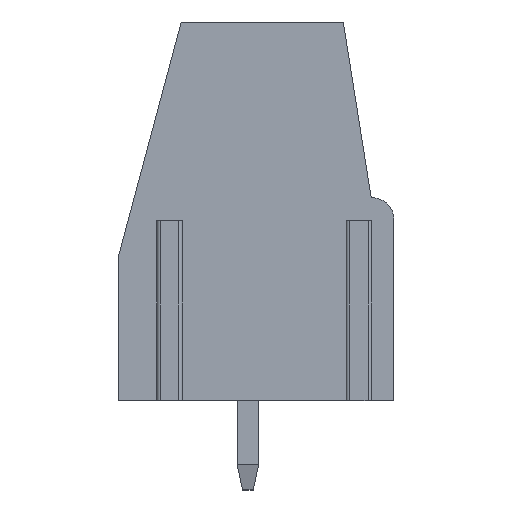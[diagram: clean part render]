
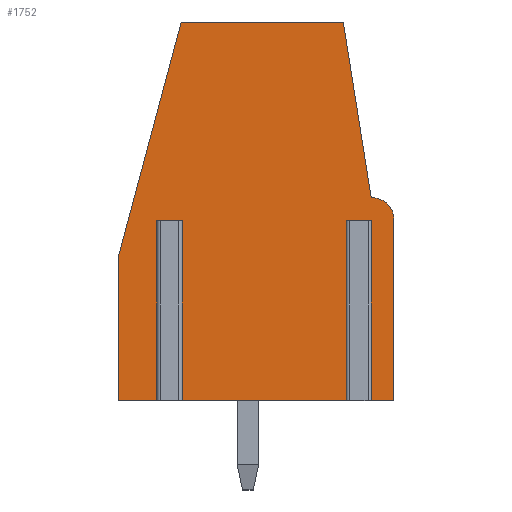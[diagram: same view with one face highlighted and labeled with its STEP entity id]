
A CAD part, top view. The second image highlights one B-rep face of the part: STEP entity #1752.
In plain terms, the highlighted planar face has unit normal (0, 0, 1).
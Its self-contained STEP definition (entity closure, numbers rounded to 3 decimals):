
#414=DIRECTION('',(1.,0.,0.));
#415=VECTOR('',#414,0.57);
#416=CARTESIAN_POINT('',(-3.485,-0.35,2.5));
#417=LINE('',#416,#415);
#418=DIRECTION('',(0.,1.,0.));
#419=VECTOR('',#418,6.65);
#420=CARTESIAN_POINT('',(-3.485,-7.,2.5));
#421=LINE('',#420,#419);
#422=DIRECTION('',(1.,0.,0.));
#423=VECTOR('',#422,1.615);
#424=CARTESIAN_POINT('',(-5.1,-7.,2.5));
#425=LINE('',#424,#423);
#426=DIRECTION('',(0.,-1.,0.));
#427=VECTOR('',#426,5.3);
#428=CARTESIAN_POINT('',(-5.1,-1.7,2.5));
#429=LINE('',#428,#427);
#430=DIRECTION('',(-0.259,-0.966,0.));
#431=VECTOR('',#430,9.007);
#432=CARTESIAN_POINT('',(-2.769,7.,2.5));
#433=LINE('',#432,#431);
#434=DIRECTION('',(-1.,0.,0.));
#435=VECTOR('',#434,6.);
#436=CARTESIAN_POINT('',(3.231,7.,2.5));
#437=LINE('',#436,#435);
#438=DIRECTION('',(-0.156,0.988,0.));
#439=VECTOR('',#438,6.581);
#440=CARTESIAN_POINT('',(4.261,0.5,2.5));
#441=LINE('',#440,#439);
#442=DIRECTION('',(-1.,0.,0.));
#443=VECTOR('',#442,0.039);
#444=CARTESIAN_POINT('',(4.3,0.5,2.5));
#445=LINE('',#444,#443);
#446=CARTESIAN_POINT('',(4.3,-0.3,2.5));
#447=DIRECTION('',(0.,0.,1.));
#448=DIRECTION('',(1.,0.,0.));
#449=AXIS2_PLACEMENT_3D('',#446,#447,#448);
#451=DIRECTION('',(0.,1.,0.));
#452=VECTOR('',#451,6.7);
#453=CARTESIAN_POINT('',(5.1,-7.,2.5));
#454=LINE('',#453,#452);
#455=DIRECTION('',(1.,0.,0.));
#456=VECTOR('',#455,1.015);
#457=CARTESIAN_POINT('',(4.085,-7.,2.5));
#458=LINE('',#457,#456);
#459=DIRECTION('',(0.,1.,0.));
#460=VECTOR('',#459,6.65);
#461=CARTESIAN_POINT('',(4.085,-7.,2.5));
#462=LINE('',#461,#460);
#463=DIRECTION('',(1.,0.,0.));
#464=VECTOR('',#463,0.57);
#465=CARTESIAN_POINT('',(3.515,-0.35,2.5));
#466=LINE('',#465,#464);
#467=DIRECTION('',(0.,1.,0.));
#468=VECTOR('',#467,6.65);
#469=CARTESIAN_POINT('',(3.515,-7.,2.5));
#470=LINE('',#469,#468);
#471=DIRECTION('',(1.,0.,0.));
#472=VECTOR('',#471,6.43);
#473=CARTESIAN_POINT('',(-2.915,-7.,2.5));
#474=LINE('',#473,#472);
#475=DIRECTION('',(0.,1.,0.));
#476=VECTOR('',#475,6.65);
#477=CARTESIAN_POINT('',(-2.915,-7.,2.5));
#478=LINE('',#477,#476);
#967=CARTESIAN_POINT('',(-2.769,7.,2.5));
#968=CARTESIAN_POINT('',(-5.1,-1.7,2.5));
#969=VERTEX_POINT('',#967);
#970=VERTEX_POINT('',#968);
#971=CARTESIAN_POINT('',(-5.1,-7.,2.5));
#972=VERTEX_POINT('',#971);
#973=CARTESIAN_POINT('',(5.1,-7.,2.5));
#974=CARTESIAN_POINT('',(5.1,-0.3,2.5));
#975=VERTEX_POINT('',#973);
#976=VERTEX_POINT('',#974);
#977=CARTESIAN_POINT('',(4.3,0.5,2.5));
#978=VERTEX_POINT('',#977);
#979=CARTESIAN_POINT('',(4.261,0.5,2.5));
#980=VERTEX_POINT('',#979);
#981=CARTESIAN_POINT('',(3.231,7.,2.5));
#982=VERTEX_POINT('',#981);
#1063=CARTESIAN_POINT('',(-3.485,-0.35,2.5));
#1064=CARTESIAN_POINT('',(-2.915,-0.35,2.5));
#1065=VERTEX_POINT('',#1063);
#1066=VERTEX_POINT('',#1064);
#1067=CARTESIAN_POINT('',(3.515,-0.35,2.5));
#1068=CARTESIAN_POINT('',(4.085,-0.35,2.5));
#1069=VERTEX_POINT('',#1067);
#1070=VERTEX_POINT('',#1068);
#1071=CARTESIAN_POINT('',(-2.915,-7.,2.5));
#1072=VERTEX_POINT('',#1071);
#1073=CARTESIAN_POINT('',(-3.485,-7.,2.5));
#1074=VERTEX_POINT('',#1073);
#1075=CARTESIAN_POINT('',(4.085,-7.,2.5));
#1076=VERTEX_POINT('',#1075);
#1077=CARTESIAN_POINT('',(3.515,-7.,2.5));
#1078=VERTEX_POINT('',#1077);
#1723=CARTESIAN_POINT('',(0.,0.,2.5));
#1724=DIRECTION('',(0.,0.,1.));
#1725=DIRECTION('',(1.,0.,0.));
#1726=AXIS2_PLACEMENT_3D('',#1723,#1724,#1725);
#1727=PLANE('',#1726);
#1729=ORIENTED_EDGE('',*,*,#1728,.F.);
#1731=ORIENTED_EDGE('',*,*,#1730,.F.);
#1732=ORIENTED_EDGE('',*,*,#1401,.F.);
#1733=ORIENTED_EDGE('',*,*,#1602,.F.);
#1734=ORIENTED_EDGE('',*,*,#1616,.F.);
#1735=ORIENTED_EDGE('',*,*,#1630,.F.);
#1736=ORIENTED_EDGE('',*,*,#1656,.F.);
#1737=ORIENTED_EDGE('',*,*,#1670,.F.);
#1738=ORIENTED_EDGE('',*,*,#1684,.F.);
#1739=ORIENTED_EDGE('',*,*,#1697,.F.);
#1740=ORIENTED_EDGE('',*,*,#1425,.F.);
#1742=ORIENTED_EDGE('',*,*,#1741,.T.);
#1744=ORIENTED_EDGE('',*,*,#1743,.F.);
#1746=ORIENTED_EDGE('',*,*,#1745,.F.);
#1747=ORIENTED_EDGE('',*,*,#1413,.F.);
#1749=ORIENTED_EDGE('',*,*,#1748,.T.);
#1750=EDGE_LOOP('',(#1729,#1731,#1732,#1733,#1734,#1735,#1736,#1737,#1738,#1739,
#1740,#1742,#1744,#1746,#1747,#1749));
#1751=FACE_OUTER_BOUND('',#1750,.F.);
#450=CIRCLE('',#449,0.8);
#1401=EDGE_CURVE('',#972,#1074,#425,.T.);
#1413=EDGE_CURVE('',#1072,#1078,#474,.T.);
#1425=EDGE_CURVE('',#1076,#975,#458,.T.);
#1602=EDGE_CURVE('',#970,#972,#429,.T.);
#1616=EDGE_CURVE('',#969,#970,#433,.T.);
#1630=EDGE_CURVE('',#982,#969,#437,.T.);
#1656=EDGE_CURVE('',#980,#982,#441,.T.);
#1670=EDGE_CURVE('',#978,#980,#445,.T.);
#1684=EDGE_CURVE('',#976,#978,#450,.T.);
#1697=EDGE_CURVE('',#975,#976,#454,.T.);
#1728=EDGE_CURVE('',#1065,#1066,#417,.T.);
#1730=EDGE_CURVE('',#1074,#1065,#421,.T.);
#1741=EDGE_CURVE('',#1076,#1070,#462,.T.);
#1743=EDGE_CURVE('',#1069,#1070,#466,.T.);
#1745=EDGE_CURVE('',#1078,#1069,#470,.T.);
#1748=EDGE_CURVE('',#1072,#1066,#478,.T.);
#1752=ADVANCED_FACE('',(#1751),#1727,.T.);
